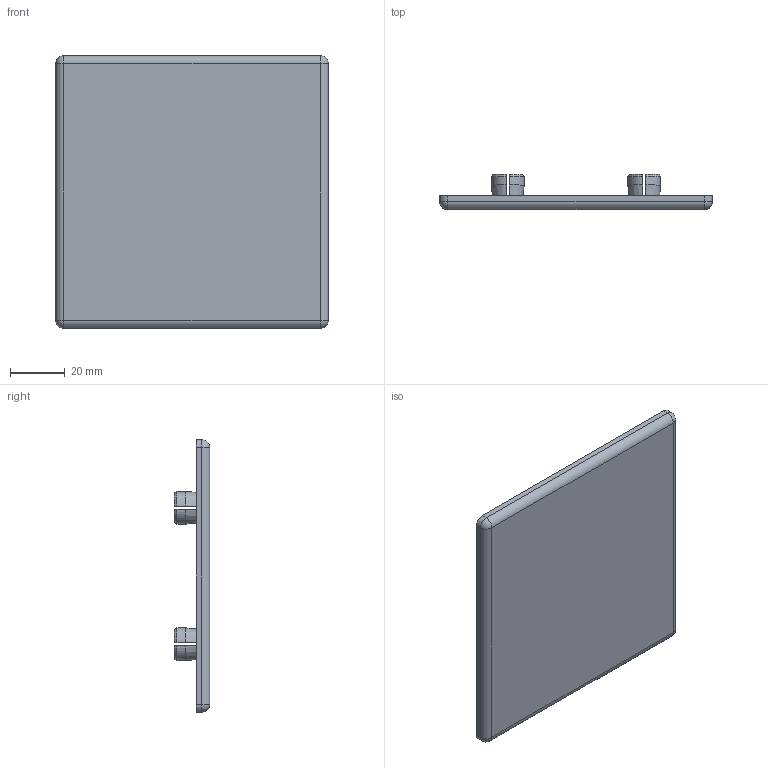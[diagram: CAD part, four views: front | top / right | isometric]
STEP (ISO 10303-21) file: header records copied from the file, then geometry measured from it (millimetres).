
FILE_DESCRIPTION(/* description */ ('Tappo 100x100'),/* implementation_level */ '2;1');
FILE_NAME(/* name */ 'CC100-100.stp',/* time_stamp */ '2022-06-17T14:04:44+02:00',/* author */ ('USER'),/* organization */ ('Microsoft'),/* preprocessor_version */ 'ST-DEVELOPER v18.1',/* originating_system */ 'Autodesk Inventor 2021',/* authorisation */ '');
FILE_SCHEMA (('AUTOMOTIVE_DESIGN { 1 0 10303 214 3 1 1 }'));
Length unit declared in the file: millimetre
Products named in the file (1): CC100-100
Bounding box: 100 x 13 x 100 mm (x, y, z)
Volume: 32302.8 mm3; surface area: 24928.2 mm2
Topology: 1 solids, 1 shells, 135 faces, 376 edges, 244 vertices
Faces by surface type: plane 79, cylinder 32, cone 20, sphere 4
Full cylindrical faces by diameter (mm): 9 x4
Entity records: 4527 total; most frequent: CARTESIAN_POINT 1040, ORIENTED_EDGE 744, DIRECTION 716, EDGE_CURVE 372, AXIS2_PLACEMENT_3D 272, VERTEX_POINT 244, LINE 172, VECTOR 172
